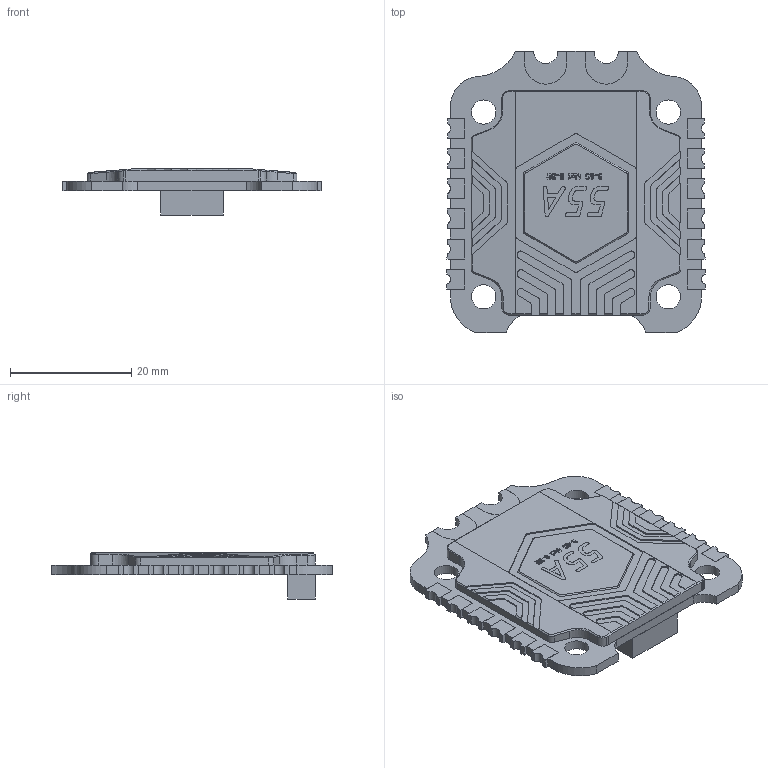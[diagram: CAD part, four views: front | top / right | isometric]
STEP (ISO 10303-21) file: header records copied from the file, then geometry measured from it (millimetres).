
FILE_DESCRIPTION(/* description */ (''),/* implementation_level */ '2;1');
FILE_NAME(/* name */ 'SPF455A 4in1 ESC.step',/* time_stamp */ '2024-01-29T18:01:16+01:00',/* author */ (''),/* organization */ (''),/* preprocessor_version */ 'ST-DEVELOPER v20',/* originating_system */ 'Autodesk Translation Framework v12.14.0.127',/* authorisation */ '');
FILE_SCHEMA (('AUTOMOTIVE_DESIGN { 1 0 10303 214 3 1 1 }'));
Length unit declared in the file: millimetre
Products named in the file (1): SPF455A 4in1 ESC
Bounding box: 42.67 x 46.4 x 7.6 mm (x, y, z)
Volume: 5082.4 mm3; surface area: 4219.9 mm2
Topology: 1 solids, 1 shells, 720 faces, 2024 edges, 1333 vertices
Faces by surface type: plane 372, bspline 240, cylinder 106, cone 2
Full cylindrical faces by diameter (mm): 4 x4
Entity records: 25651 total; most frequent: CARTESIAN_POINT 8368, ORIENTED_EDGE 4048, DIRECTION 2701, EDGE_CURVE 2024, LINE 1337, VECTOR 1337, VERTEX_POINT 1333, EDGE_LOOP 755
